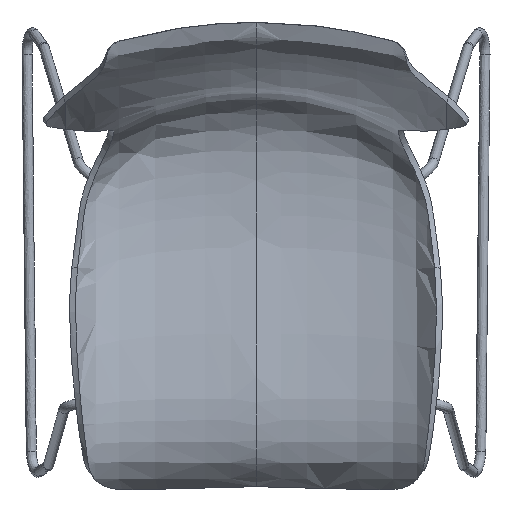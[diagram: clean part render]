
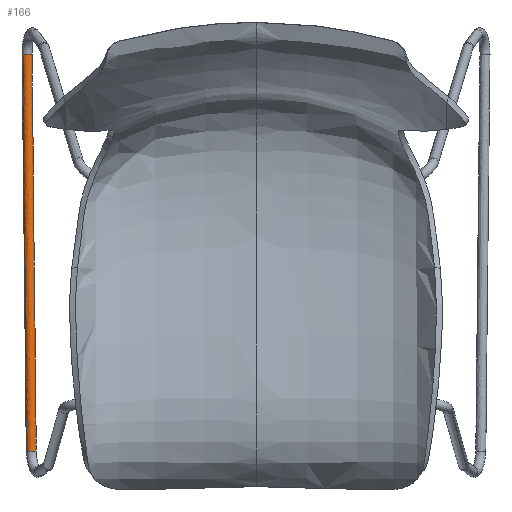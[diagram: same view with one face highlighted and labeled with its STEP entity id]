
A CAD part, top view. The second image highlights one B-rep face of the part: STEP entity #166.
In plain terms, the highlighted free-form (B-spline) face has degree [3, 2] with [4, 9] control points.
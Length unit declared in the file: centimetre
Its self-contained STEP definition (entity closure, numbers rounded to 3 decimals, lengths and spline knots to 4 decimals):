
#166=ADVANCED_FACE('',(#302),#1913,.T.);
#302=FACE_OUTER_BOUND('',#438,.T.);
#438=EDGE_LOOP('',(#757,#758,#759,#760));
#757=ORIENTED_EDGE('',*,*,#1222,.T.);
#758=ORIENTED_EDGE('',*,*,#1223,.T.);
#759=ORIENTED_EDGE('',*,*,#1222,.F.);
#760=ORIENTED_EDGE('',*,*,#1224,.T.);
#1222=EDGE_CURVE('',#1759,#1760,#1433,.T.);
#1223=EDGE_CURVE('',#1760,#1760,#1434,.T.);
#1224=EDGE_CURVE('',#1759,#1759,#1435,.T.);
#1433=(
BOUNDED_CURVE()
B_SPLINE_CURVE(3,(#4439,#4440,#4441,#4442),.UNSPECIFIED.,.F.,.F.)
B_SPLINE_CURVE_WITH_KNOTS((4,4),(43.9804,513.1125),
 .UNSPECIFIED.)
CURVE()
GEOMETRIC_REPRESENTATION_ITEM()
RATIONAL_B_SPLINE_CURVE((1.,1.,1.,1.))
REPRESENTATION_ITEM('')
);
#1434=(
BOUNDED_CURVE()
B_SPLINE_CURVE(2,(#4443,#4444,#4445,#4446,#4447,#4448,#4449,#4450,#4451),
 .UNSPECIFIED.,.T.,.F.)
B_SPLINE_CURVE_WITH_KNOTS((3,2,2,2,3),(0.,9.4248,18.8496,
28.2743,37.6991),.UNSPECIFIED.)
CURVE()
GEOMETRIC_REPRESENTATION_ITEM()
RATIONAL_B_SPLINE_CURVE((1.,0.707,1.,0.707,1.,0.707,
1.,0.707,1.))
REPRESENTATION_ITEM('')
);
#1435=(
BOUNDED_CURVE()
B_SPLINE_CURVE(2,(#4452,#4453,#4454,#4455,#4456,#4457,#4458,#4459,#4460),
 .UNSPECIFIED.,.T.,.F.)
B_SPLINE_CURVE_WITH_KNOTS((3,2,2,2,3),(-37.6991,-28.2743,
-18.8496,-9.4248,0.),.UNSPECIFIED.)
CURVE()
GEOMETRIC_REPRESENTATION_ITEM()
RATIONAL_B_SPLINE_CURVE((1.,0.707,1.,0.707,1.,0.707,
1.,0.707,1.))
REPRESENTATION_ITEM('')
);
#1759=VERTEX_POINT('',#4386);
#1760=VERTEX_POINT('',#4387);
#1913=(
BOUNDED_SURFACE()
B_SPLINE_SURFACE(3,2,((#2917,#2918,#2919,#2920,#2921,#2922,#2923,#2924,
#2925),(#2926,#2927,#2928,#2929,#2930,#2931,#2932,#2933,#2934),(#2935,#2936,
#2937,#2938,#2939,#2940,#2941,#2942,#2943),(#2944,#2945,#2946,#2947,#2948,
#2949,#2950,#2951,#2952)),.UNSPECIFIED.,.F.,.F.,.F.)
B_SPLINE_SURFACE_WITH_KNOTS((4,4),(3,2,2,2,3),(43.9804,513.1125),
(0.,9.4248,18.8496,28.2743,37.6991),
 .UNSPECIFIED.)
GEOMETRIC_REPRESENTATION_ITEM()
RATIONAL_B_SPLINE_SURFACE(((1.,0.707,1.,0.707,1.,
0.707,1.,0.707,1.),(1.,0.707,1.,0.707,
1.,0.707,1.,0.707,1.),(1.,0.707,1.,
0.707,1.,0.707,1.,0.707,1.),(1.,0.707,
1.,0.707,1.,0.707,1.,0.707,1.)))
REPRESENTATION_ITEM('')
SURFACE()
);
#2917=CARTESIAN_POINT('',(-27.0515,3.5276,-40.5914));
#2918=CARTESIAN_POINT('',(-26.7227,3.5412,-41.0933));
#2919=CARTESIAN_POINT('',(-26.221,3.5537,-40.7643));
#2920=CARTESIAN_POINT('',(-25.7192,3.5662,-40.4352));
#2921=CARTESIAN_POINT('',(-26.048,3.5526,-39.9334));
#2922=CARTESIAN_POINT('',(-26.3768,3.539,-39.4315));
#2923=CARTESIAN_POINT('',(-26.8785,3.5265,-39.7605));
#2924=CARTESIAN_POINT('',(-27.3803,3.514,-40.0896));
#2925=CARTESIAN_POINT('',(-27.0515,3.5276,-40.5914));
#2926=CARTESIAN_POINT('',(-27.2164,19.167,-40.5588));
#2927=CARTESIAN_POINT('',(-26.8876,19.1776,-41.0606));
#2928=CARTESIAN_POINT('',(-26.3858,19.1875,-40.7316));
#2929=CARTESIAN_POINT('',(-25.8841,19.1973,-40.4027));
#2930=CARTESIAN_POINT('',(-26.2129,19.1867,-39.9009));
#2931=CARTESIAN_POINT('',(-26.5417,19.1762,-39.399));
#2932=CARTESIAN_POINT('',(-27.0435,19.1663,-39.728));
#2933=CARTESIAN_POINT('',(-27.5452,19.1564,-40.057));
#2934=CARTESIAN_POINT('',(-27.2164,19.167,-40.5588));
#2935=CARTESIAN_POINT('',(-27.3813,34.8067,-40.5262));
#2936=CARTESIAN_POINT('',(-27.0524,34.8142,-41.028));
#2937=CARTESIAN_POINT('',(-26.5507,34.8215,-40.699));
#2938=CARTESIAN_POINT('',(-26.0489,34.8287,-40.3701));
#2939=CARTESIAN_POINT('',(-26.3778,34.8211,-39.8683));
#2940=CARTESIAN_POINT('',(-26.7067,34.8136,-39.3665));
#2941=CARTESIAN_POINT('',(-27.2084,34.8064,-39.6955));
#2942=CARTESIAN_POINT('',(-27.7102,34.7991,-40.0244));
#2943=CARTESIAN_POINT('',(-27.3813,34.8067,-40.5262));
#2944=CARTESIAN_POINT('',(-27.5462,50.446,-40.4936));
#2945=CARTESIAN_POINT('',(-27.2173,50.4505,-40.9954));
#2946=CARTESIAN_POINT('',(-26.7156,50.4551,-40.6665));
#2947=CARTESIAN_POINT('',(-26.2138,50.4597,-40.3376));
#2948=CARTESIAN_POINT('',(-26.5427,50.4552,-39.8358));
#2949=CARTESIAN_POINT('',(-26.8716,50.4507,-39.3339));
#2950=CARTESIAN_POINT('',(-27.3734,50.4461,-39.6629));
#2951=CARTESIAN_POINT('',(-27.8751,50.4415,-39.9918));
#2952=CARTESIAN_POINT('',(-27.5462,50.446,-40.4936));
#4386=CARTESIAN_POINT('',(-27.0515,3.5276,-40.5914));
#4387=CARTESIAN_POINT('',(-27.5462,50.446,-40.4936));
#4439=CARTESIAN_POINT('',(-27.0515,3.5276,-40.5914));
#4440=CARTESIAN_POINT('',(-27.2164,19.167,-40.5588));
#4441=CARTESIAN_POINT('',(-27.3813,34.8067,-40.5262));
#4442=CARTESIAN_POINT('',(-27.5462,50.446,-40.4936));
#4443=CARTESIAN_POINT('',(-27.5462,50.446,-40.4936));
#4444=CARTESIAN_POINT('',(-27.2173,50.4505,-40.9954));
#4445=CARTESIAN_POINT('',(-26.7156,50.4551,-40.6665));
#4446=CARTESIAN_POINT('',(-26.2138,50.4597,-40.3376));
#4447=CARTESIAN_POINT('',(-26.5427,50.4552,-39.8358));
#4448=CARTESIAN_POINT('',(-26.8716,50.4507,-39.3339));
#4449=CARTESIAN_POINT('',(-27.3734,50.4461,-39.6629));
#4450=CARTESIAN_POINT('',(-27.8751,50.4415,-39.9918));
#4451=CARTESIAN_POINT('',(-27.5462,50.446,-40.4936));
#4452=CARTESIAN_POINT('',(-27.0515,3.5276,-40.5914));
#4453=CARTESIAN_POINT('',(-27.3803,3.514,-40.0896));
#4454=CARTESIAN_POINT('',(-26.8785,3.5265,-39.7605));
#4455=CARTESIAN_POINT('',(-26.3768,3.539,-39.4315));
#4456=CARTESIAN_POINT('',(-26.048,3.5526,-39.9334));
#4457=CARTESIAN_POINT('',(-25.7192,3.5662,-40.4352));
#4458=CARTESIAN_POINT('',(-26.221,3.5537,-40.7643));
#4459=CARTESIAN_POINT('',(-26.7227,3.5412,-41.0933));
#4460=CARTESIAN_POINT('',(-27.0515,3.5276,-40.5914));
